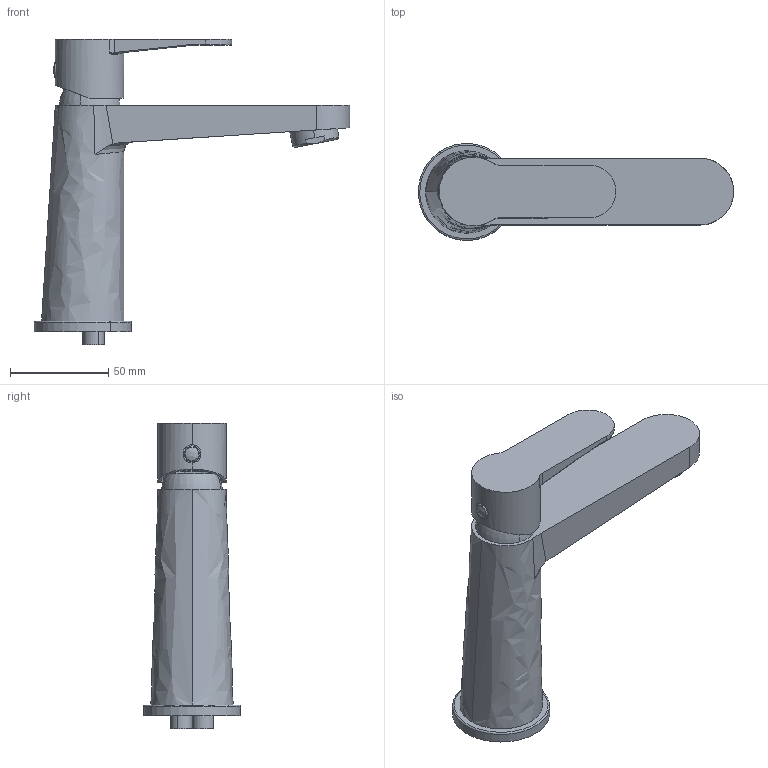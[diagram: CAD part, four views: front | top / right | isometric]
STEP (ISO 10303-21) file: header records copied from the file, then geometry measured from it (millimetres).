
FILE_DESCRIPTION (( 'STEP AP214' ), '1' );
FILE_NAME ('BNS2-00.STEP', '2025-05-30T05:28:21', ( '' ), ( '' ), 'SwSTEP 2.0', 'SolidWorks 2024', '' );
FILE_SCHEMA (( 'AUTOMOTIVE_DESIGN' ));
Length unit declared in the file: millimetre
Products named in the file (18): BNS2L-04; BNS2-01_2V; BNS2-00; červík; 95 500_04; BNS2-03; BNS2-02-00; KAP; tes-24X1; záslepka; BNS2L-02; Perlátor M24; BNS2-02; Pouzdro perlátoru_M24x1; 26d-11; podlozka pod paku; NUT; o-kr-20x1,8
Assembly tree (20 placements, depth 3):
  BNS2-00
    BNS2-01_2V
    BNS2-02-00
      BNS2L-02
      BNS2L-04  x2
      BNS2-03  x2
    26d-11
    BNS2-02
    záslepka
    tes-24X1
    červík
    podlozka pod paku  x2
    o-kr-20x1,8
    95 500_04
    Perlátor M24
    Pouzdro perlátoru_M24x1
    KAP
    NUT
Bounding box: 160.68 x 49.36 x 155.5 mm (x, y, z)
Volume: 99618.7 mm3; surface area: 96564.7 mm2
Topology: 25 solids, 25 shells, 1103 faces, 2728 edges, 1689 vertices
Faces by surface type: cylinder 442, plane 321, torus 133, cone 95, bspline 85, sphere 27
Entity records: 41940 total; most frequent: CARTESIAN_POINT 16394, DIRECTION 5388, ORIENTED_EDGE 5218, EDGE_CURVE 2609, AXIS2_PLACEMENT_3D 2181, VERTEX_POINT 1629, CIRCLE 1178, EDGE_LOOP 1154
